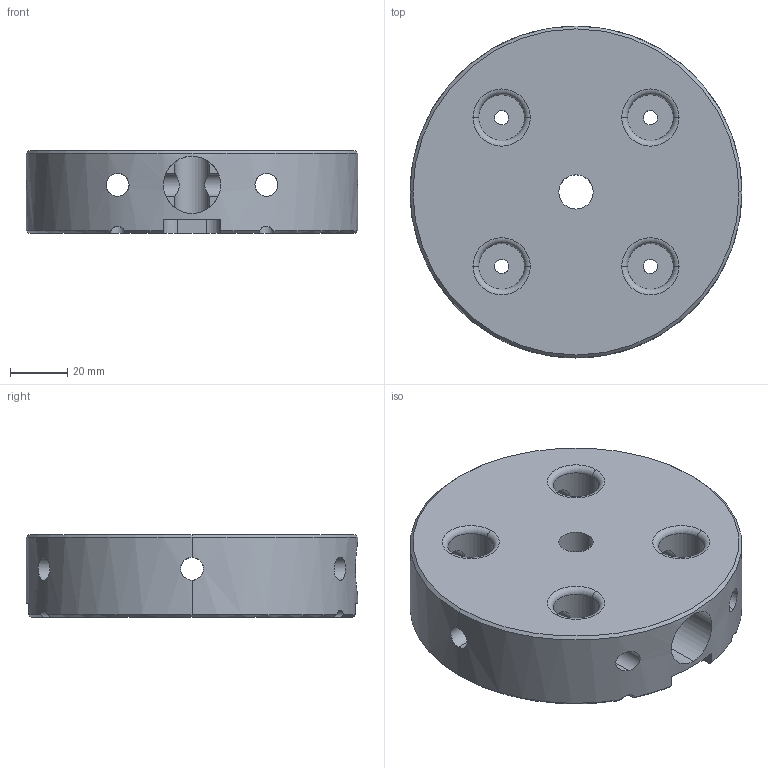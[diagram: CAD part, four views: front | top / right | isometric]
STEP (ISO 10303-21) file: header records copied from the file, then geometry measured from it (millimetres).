
FILE_DESCRIPTION (( 'STEP AP203' ), '1' );
FILE_NAME ('SF-M-52X52-8005.STEP', '2025-03-13T08:09:44', ( '微软用户' ), ( '微软中国' ), 'SwSTEP 2.0', 'SolidWorks 2016', '' );
FILE_SCHEMA (( 'CONFIG_CONTROL_DESIGN' ));
Length unit declared in the file: millimetre
Products named in the file (1): SF-M-52X52-8005
Bounding box: 116 x 116 x 29 mm (x, y, z)
Volume: 248607.8 mm3; surface area: 45291.7 mm2
Topology: 1 solids, 1 shells, 92 faces, 246 edges, 147 vertices
Faces by surface type: cylinder 57, plane 18, cone 9, torus 8
Entity records: 4233 total; most frequent: CARTESIAN_POINT 1909, ORIENTED_EDGE 492, DIRECTION 443, EDGE_CURVE 246, AXIS2_PLACEMENT_3D 174, VERTEX_POINT 147, EDGE_LOOP 115, LINE 95
